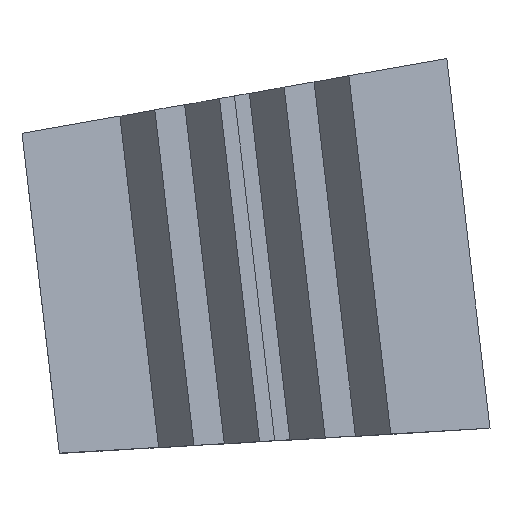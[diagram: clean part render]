
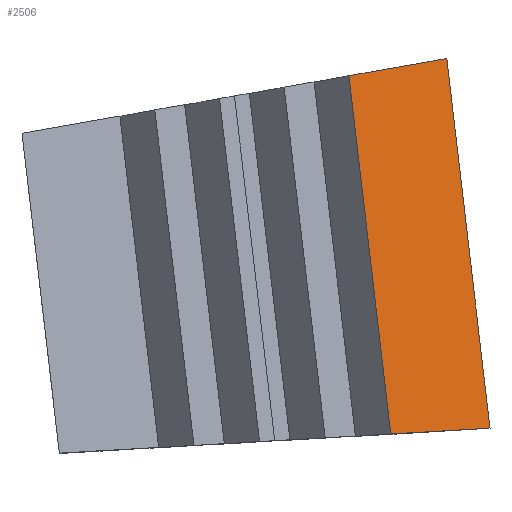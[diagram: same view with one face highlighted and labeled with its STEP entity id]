
A CAD part, top view. The second image highlights one B-rep face of the part: STEP entity #2506.
In plain terms, the highlighted planar face has unit normal (0.229, 0.027, 0.973).
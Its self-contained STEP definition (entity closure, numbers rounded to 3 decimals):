
#2105 = VERTEX_POINT('',#2106);
#2106 = CARTESIAN_POINT('',(9677.248,1668.789,
    5579.495));
#2115 = PLANE('',#2116);
#2116 = AXIS2_PLACEMENT_3D('',#2117,#2118,#2119);
#2117 = CARTESIAN_POINT('',(6.425,-36.438,0.));
#2118 = DIRECTION('',(0.174,-0.985,0.));
#2119 = DIRECTION('',(0.,0.,-1.));
#2126 = PLANE('',#2127);
#2127 = AXIS2_PLACEMENT_3D('',#2128,#2129,#2130);
#2128 = CARTESIAN_POINT('',(1479.559,177.376,
    -10996.864));
#2129 = DIRECTION('',(0.888,0.104,-0.448));
#2130 = DIRECTION('',(-0.451,0.,
    -0.893));
#2137 = EDGE_CURVE('',#2105,#2138,#2140,.T.);
#2138 = VERTEX_POINT('',#2139);
#2139 = CARTESIAN_POINT('',(9393.948,1618.836,
    5647.489));
#2140 = SURFACE_CURVE('',#2141,(#2145,#2151),.PCURVE_S1.);
#2141 = LINE('',#2142,#2143);
#2142 = CARTESIAN_POINT('',(-1903.725,-373.249,
    8359.007));
#2143 = VECTOR('',#2144,1.);
#2144 = DIRECTION('',(-0.958,-0.169,0.23));
#2145 = PCURVE('',#2115,#2146);
#2146 = DEFINITIONAL_REPRESENTATION('',(#2147),#2150);
#2147 = B_SPLINE_CURVE_WITH_KNOTS('',1,(#2148,#2149),.UNSPECIFIED.,.F.,
  .F.,(2,2),(-12217.095,-10672.642),
  .PIECEWISE_BEZIER_KNOTS.);
#2148 = CARTESIAN_POINT('',(-5548.8,9949.88));
#2149 = CARTESIAN_POINT('',(-5904.059,8446.841));
#2150 = ( GEOMETRIC_REPRESENTATION_CONTEXT(2) 
PARAMETRIC_REPRESENTATION_CONTEXT() REPRESENTATION_CONTEXT('2D SPACE',''
  ) );
#2151 = PCURVE('',#2152,#2157);
#2152 = PLANE('',#2153);
#2153 = AXIS2_PLACEMENT_3D('',#2154,#2155,#2156);
#2154 = CARTESIAN_POINT('',(-5618.76,-652.299,
    9240.305));
#2155 = DIRECTION('',(0.229,0.027,0.973)
  );
#2156 = DIRECTION('',(0.973,0.,-0.229)
  );
#2157 = DEFINITIONAL_REPRESENTATION('',(#2158),#2161);
#2158 = B_SPLINE_CURVE_WITH_KNOTS('',1,(#2159,#2160),.UNSPECIFIED.,.F.,
  .F.,(2,2),(-12217.095,-10672.642),
  .PIECEWISE_BEZIER_KNOTS.);
#2159 = CARTESIAN_POINT('',(15859.385,2344.478));
#2160 = CARTESIAN_POINT('',(14337.161,2083.385));
#2161 = ( GEOMETRIC_REPRESENTATION_CONTEXT(2) 
PARAMETRIC_REPRESENTATION_CONTEXT() REPRESENTATION_CONTEXT('2D SPACE',''
  ) );
#2178 = PLANE('',#2179);
#2179 = AXIS2_PLACEMENT_3D('',#2180,#2181,#2182);
#2180 = CARTESIAN_POINT('',(9324.539,1085.441,
    5094.77));
#2181 = DIRECTION('',(-0.967,-0.113,0.23));
#2182 = DIRECTION('',(-0.232,0.,-0.973
    ));
#2219 = EDGE_CURVE('',#2105,#2220,#2222,.T.);
#2220 = VERTEX_POINT('',#2221);
#2221 = CARTESIAN_POINT('',(9802.27,599.158,
    5579.495));
#2222 = SURFACE_CURVE('',#2223,(#2227,#2233),.PCURVE_S1.);
#2223 = LINE('',#2224,#2225);
#2224 = CARTESIAN_POINT('',(9738.735,1142.735,
    5579.495));
#2225 = VECTOR('',#2226,1.);
#2226 = DIRECTION('',(0.116,-0.993,0.)
  );
#2227 = PCURVE('',#2126,#2228);
#2228 = DEFINITIONAL_REPRESENTATION('',(#2229),#2232);
#2229 = B_SPLINE_CURVE_WITH_KNOTS('',1,(#2230,#2231),.UNSPECIFIED.,.F.,
  .F.,(2,2),(-639.689,671.266),.PIECEWISE_BEZIER_KNOTS.);
#2230 = CARTESIAN_POINT('',(-18486.227,1609.41));
#2231 = CARTESIAN_POINT('',(-18554.839,300.252));
#2232 = ( GEOMETRIC_REPRESENTATION_CONTEXT(2) 
PARAMETRIC_REPRESENTATION_CONTEXT() REPRESENTATION_CONTEXT('2D SPACE',''
  ) );
#2233 = PCURVE('',#2152,#2234);
#2234 = DEFINITIONAL_REPRESENTATION('',(#2235),#2238);
#2235 = B_SPLINE_CURVE_WITH_KNOTS('',1,(#2236,#2237),.UNSPECIFIED.,.F.,
  .F.,(2,2),(-639.689,671.266),.PIECEWISE_BEZIER_KNOTS.);
#2236 = CARTESIAN_POINT('',(15715.421,2431.267));
#2237 = CARTESIAN_POINT('',(15863.572,1128.71));
#2238 = ( GEOMETRIC_REPRESENTATION_CONTEXT(2) 
PARAMETRIC_REPRESENTATION_CONTEXT() REPRESENTATION_CONTEXT('2D SPACE',''
  ) );
#2255 = PLANE('',#2256);
#2256 = AXIS2_PLACEMENT_3D('',#2257,#2258,#2259);
#2257 = CARTESIAN_POINT('',(-1.639,28.146,0.));
#2258 = DIRECTION('',(0.058,-0.998,0.));
#2259 = DIRECTION('',(0.,0.,-1.));
#2417 = VERTEX_POINT('',#2418);
#2418 = CARTESIAN_POINT('',(9515.086,582.431,
    5647.489));
#2437 = EDGE_CURVE('',#2417,#2138,#2438,.T.);
#2438 = SURFACE_CURVE('',#2439,(#2443,#2449),.PCURVE_S1.);
#2439 = LINE('',#2440,#2441);
#2440 = CARTESIAN_POINT('',(9454.005,1105.014,
    5647.489));
#2441 = VECTOR('',#2442,1.);
#2442 = DIRECTION('',(-0.116,0.993,0.));
#2443 = PCURVE('',#2178,#2444);
#2444 = DEFINITIONAL_REPRESENTATION('',(#2445),#2448);
#2445 = B_SPLINE_CURVE_WITH_KNOTS('',1,(#2446,#2447),.UNSPECIFIED.,.F.,
  .F.,(2,2),(-697.35,682.61),.PIECEWISE_BEZIER_KNOTS.);
#2446 = CARTESIAN_POINT('',(-586.447,677.399));
#2447 = CARTESIAN_POINT('',(-549.3,-702.061));
#2448 = ( GEOMETRIC_REPRESENTATION_CONTEXT(2) 
PARAMETRIC_REPRESENTATION_CONTEXT() REPRESENTATION_CONTEXT('2D SPACE',''
  ) );
#2449 = PCURVE('',#2152,#2450);
#2450 = DEFINITIONAL_REPRESENTATION('',(#2451),#2454);
#2451 = B_SPLINE_CURVE_WITH_KNOTS('',1,(#2452,#2453),.UNSPECIFIED.,.F.,
  .F.,(2,2),(-697.35,682.61),.PIECEWISE_BEZIER_KNOTS.);
#2452 = CARTESIAN_POINT('',(15573.786,1065.059));
#2453 = CARTESIAN_POINT('',(15417.836,2436.179));
#2454 = ( GEOMETRIC_REPRESENTATION_CONTEXT(2) 
PARAMETRIC_REPRESENTATION_CONTEXT() REPRESENTATION_CONTEXT('2D SPACE',''
  ) );
#2506 = ADVANCED_FACE('',(#2507),#2152,.T.);
#2507 = FACE_BOUND('',#2508,.T.);
#2508 = EDGE_LOOP('',(#2509,#2510,#2511,#2512));
#2509 = ORIENTED_EDGE('',*,*,#2219,.F.);
#2510 = ORIENTED_EDGE('',*,*,#2137,.T.);
#2511 = ORIENTED_EDGE('',*,*,#2437,.F.);
#2512 = ORIENTED_EDGE('',*,*,#2513,.F.);
#2513 = EDGE_CURVE('',#2220,#2417,#2514,.T.);
#2514 = SURFACE_CURVE('',#2515,(#2519,#2525),.PCURVE_S1.);
#2515 = LINE('',#2516,#2517);
#2516 = CARTESIAN_POINT('',(-1938.19,-84.646,
    8359.179));
#2517 = VECTOR('',#2518,1.);
#2518 = DIRECTION('',(-0.972,-0.057,0.23)
  );
#2519 = PCURVE('',#2152,#2520);
#2520 = DEFINITIONAL_REPRESENTATION('',(#2521),#2524);
#2521 = B_SPLINE_CURVE_WITH_KNOTS('',1,(#2522,#2523),.UNSPECIFIED.,.F.,
  .F.,(2,2),(-12217.843,-10673.39),
  .PIECEWISE_BEZIER_KNOTS.);
#2522 = CARTESIAN_POINT('',(15982.794,1259.458));
#2523 = CARTESIAN_POINT('',(14440.817,1172.033));
#2524 = ( GEOMETRIC_REPRESENTATION_CONTEXT(2) 
PARAMETRIC_REPRESENTATION_CONTEXT() REPRESENTATION_CONTEXT('2D SPACE',''
  ) );
#2525 = PCURVE('',#2255,#2526);
#2526 = DEFINITIONAL_REPRESENTATION('',(#2527),#2530);
#2527 = B_SPLINE_CURVE_WITH_KNOTS('',1,(#2528,#2529),.UNSPECIFIED.,.F.,
  .F.,(2,2),(-12217.843,-10673.39),
  .PIECEWISE_BEZIER_KNOTS.);
#2528 = CARTESIAN_POINT('',(-5548.799,9950.393));
#2529 = CARTESIAN_POINT('',(-5904.059,8447.354));
#2530 = ( GEOMETRIC_REPRESENTATION_CONTEXT(2) 
PARAMETRIC_REPRESENTATION_CONTEXT() REPRESENTATION_CONTEXT('2D SPACE',''
  ) );
